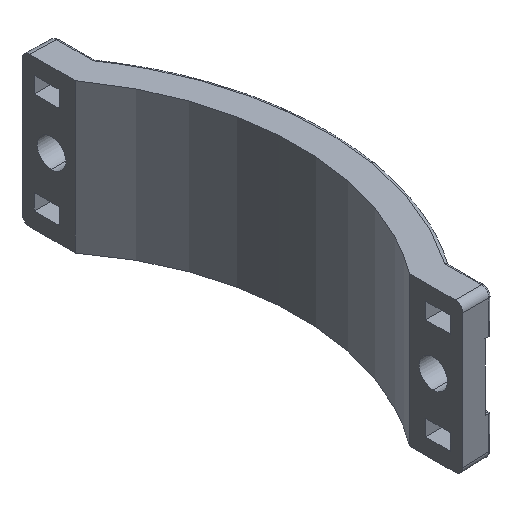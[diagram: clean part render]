
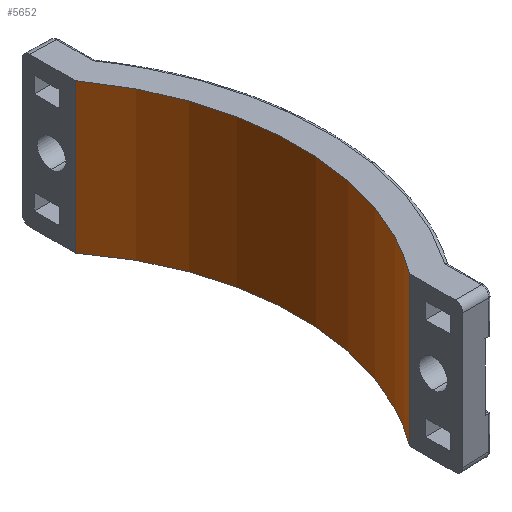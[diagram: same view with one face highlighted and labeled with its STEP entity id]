
A CAD part, isometric view. The second image highlights one B-rep face of the part: STEP entity #5652.
In plain terms, the highlighted cylindrical face has radius 37.044 mm (diameter 74.088 mm), a partial arc.
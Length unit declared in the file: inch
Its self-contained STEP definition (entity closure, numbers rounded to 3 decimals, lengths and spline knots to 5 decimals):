
#5=CARTESIAN_POINT('',(0.,0.87946,-0.393));
#6=CARTESIAN_POINT('',(0.0554,0.80617,-0.39203));
#7=CARTESIAN_POINT('',(0.14496,0.6596,-0.39047));
#8=CARTESIAN_POINT('',(0.23345,0.43973,-0.38893));
#9=CARTESIAN_POINT('',(0.28401,0.21987,-0.38804));
#10=CARTESIAN_POINT('',(0.30049,0.,-0.38775));
#11=CARTESIAN_POINT('',(0.28401,-0.21987,
-0.38804));
#12=CARTESIAN_POINT('',(0.23345,-0.43973,
-0.38893));
#13=CARTESIAN_POINT('',(0.14496,-0.6596,
-0.39047));
#14=CARTESIAN_POINT('',(0.0554,-0.80617,
-0.39203));
#15=CARTESIAN_POINT('',(0.,-0.87946,-0.393));
#112=DIRECTION('',(0.,0.,1.));
#113=VECTOR('',#112,0.786);
#114=CARTESIAN_POINT('',(0.,-0.87946,-0.393));
#115=LINE('',#114,#113);
#905=CARTESIAN_POINT('',(0.,0.87946,0.393));
#906=CARTESIAN_POINT('',(0.0554,0.80617,
0.39203));
#907=CARTESIAN_POINT('',(0.14496,0.6596,
0.39047));
#908=CARTESIAN_POINT('',(0.23345,0.43973,
0.38893));
#909=CARTESIAN_POINT('',(0.28401,0.21987,
0.38804));
#910=CARTESIAN_POINT('',(0.30049,0.,0.38775));
#911=CARTESIAN_POINT('',(0.28401,-0.21987,
0.38804));
#912=CARTESIAN_POINT('',(0.23345,-0.43973,
0.38893));
#913=CARTESIAN_POINT('',(0.14496,-0.6596,
0.39047));
#914=CARTESIAN_POINT('',(0.0554,-0.80617,
0.39203));
#915=CARTESIAN_POINT('',(0.,-0.87946,0.393));
#921=DIRECTION('',(0.,0.,1.));
#922=VECTOR('',#921,0.786);
#923=CARTESIAN_POINT('',(0.,0.87946,-0.393));
#924=LINE('',#923,#922);
#3678=VERTEX_POINT('',#5);
#3679=VERTEX_POINT('',#15);
#3680=VERTEX_POINT('',#905);
#3681=VERTEX_POINT('',#915);
#5641=CARTESIAN_POINT('',(-1.16343,0.,-0.393));
#5642=DIRECTION('',(0.,0.,1.));
#5643=DIRECTION('',(1.,0.,0.));
#5644=AXIS2_PLACEMENT_3D('',#5641,#5642,#5643);
#5645=CYLINDRICAL_SURFACE('',#5644,1.45843);
#5646=ORIENTED_EDGE('',*,*,#4255,.F.);
#5647=ORIENTED_EDGE('',*,*,#4623,.T.);
#5648=ORIENTED_EDGE('',*,*,#5629,.T.);
#5649=ORIENTED_EDGE('',*,*,#4351,.F.);
#5650=EDGE_LOOP('',(#5646,#5647,#5648,#5649));
#5651=FACE_OUTER_BOUND('',#5650,.F.);
#5652=ADVANCED_FACE('',(#5651),#5645,.F.);
#16=B_SPLINE_CURVE_WITH_KNOTS('',3,(#5,#6,#7,#8,#9,#10,#11,#12,#13,#14,#15),
.UNSPECIFIED.,.F.,.F.,(4,1,1,1,1,1,1,1,4),(0.,0.125,0.25,0.375,0.5,
0.625,0.75,0.875,1.),.UNSPECIFIED.);
#916=B_SPLINE_CURVE_WITH_KNOTS('',3,(#905,#906,#907,#908,#909,#910,#911,#912,
#913,#914,#915),.UNSPECIFIED.,.F.,.F.,(4,1,1,1,1,1,1,1,4),(0.,0.125,0.25,
0.375,0.5,0.625,0.75,0.875,1.),.UNSPECIFIED.);
#4255=EDGE_CURVE('',#3678,#3679,#16,.T.);
#4351=EDGE_CURVE('',#3679,#3681,#115,.T.);
#4623=EDGE_CURVE('',#3678,#3680,#924,.T.);
#5629=EDGE_CURVE('',#3680,#3681,#916,.T.);
